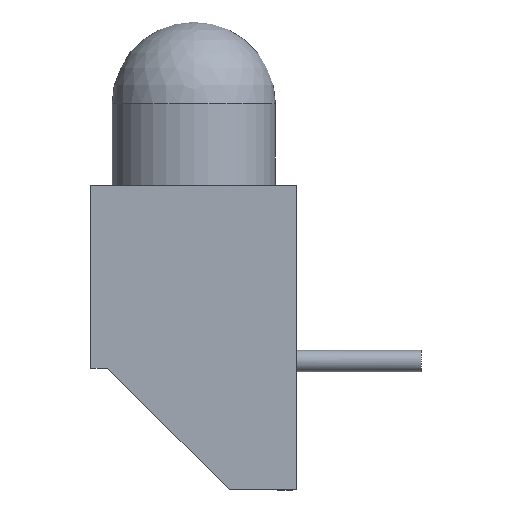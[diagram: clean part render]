
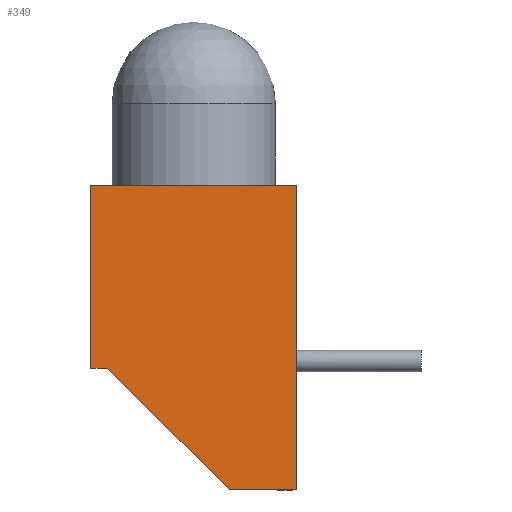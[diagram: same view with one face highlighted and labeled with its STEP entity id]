
A CAD part, left-side view. The second image highlights one B-rep face of the part: STEP entity #349.
In plain terms, the highlighted planar face has unit normal (-1, 0, 0).
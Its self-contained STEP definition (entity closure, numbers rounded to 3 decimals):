
#24=PLANE('',#389);
#43=FACE_OUTER_BOUND('',#66,.T.);
#66=EDGE_LOOP('',(#270,#271,#272,#273,#274,#275));
#101=LINE('',#616,#138);
#102=LINE('',#618,#139);
#103=LINE('',#620,#140);
#104=LINE('',#622,#141);
#105=LINE('',#624,#142);
#106=LINE('',#625,#143);
#138=VECTOR('',#450,1000.);
#139=VECTOR('',#451,1000.);
#140=VECTOR('',#452,1000.);
#141=VECTOR('',#453,1000.);
#142=VECTOR('',#454,1000.);
#143=VECTOR('',#455,1000.);
#177=VERTEX_POINT('',#614);
#178=VERTEX_POINT('',#615);
#179=VERTEX_POINT('',#617);
#180=VERTEX_POINT('',#619);
#181=VERTEX_POINT('',#621);
#182=VERTEX_POINT('',#623);
#214=EDGE_CURVE('',#177,#178,#101,.T.);
#215=EDGE_CURVE('',#179,#177,#102,.T.);
#216=EDGE_CURVE('',#180,#179,#103,.T.);
#217=EDGE_CURVE('',#181,#180,#104,.T.);
#218=EDGE_CURVE('',#182,#181,#105,.T.);
#219=EDGE_CURVE('',#178,#182,#106,.T.);
#270=ORIENTED_EDGE('',*,*,#214,.F.);
#271=ORIENTED_EDGE('',*,*,#215,.F.);
#272=ORIENTED_EDGE('',*,*,#216,.F.);
#273=ORIENTED_EDGE('',*,*,#217,.F.);
#274=ORIENTED_EDGE('',*,*,#218,.F.);
#275=ORIENTED_EDGE('',*,*,#219,.F.);
#349=ADVANCED_FACE('',(#43),#24,.T.);
#389=AXIS2_PLACEMENT_3D('',#613,#448,#449);
#448=DIRECTION('center_axis',(-1.,0.,0.));
#449=DIRECTION('ref_axis',(0.,0.,1.));
#450=DIRECTION('',(0.,0.,-1.));
#451=DIRECTION('',(0.,-1.,0.));
#452=DIRECTION('',(0.,0.,1.));
#453=DIRECTION('',(0.,1.,0.));
#454=DIRECTION('',(0.,0.707,0.707));
#455=DIRECTION('',(0.,1.,0.));
#613=CARTESIAN_POINT('Origin',(-3.05,-3.05,0.));
#614=CARTESIAN_POINT('',(-3.05,-3.05,0.));
#615=CARTESIAN_POINT('',(-3.05,-3.05,-9.02));
#616=CARTESIAN_POINT('',(-3.05,-3.05,-9.02));
#617=CARTESIAN_POINT('',(-3.05,3.05,0.));
#618=CARTESIAN_POINT('',(-3.05,-3.05,0.));
#619=CARTESIAN_POINT('',(-3.05,3.05,-5.42));
#620=CARTESIAN_POINT('',(-3.05,3.05,0.));
#621=CARTESIAN_POINT('',(-3.05,2.55,-5.42));
#622=CARTESIAN_POINT('',(-3.05,3.05,-5.42));
#623=CARTESIAN_POINT('',(-3.05,-1.05,-9.02));
#624=CARTESIAN_POINT('',(-3.05,2.55,-5.42));
#625=CARTESIAN_POINT('',(-3.05,-1.05,-9.02));
